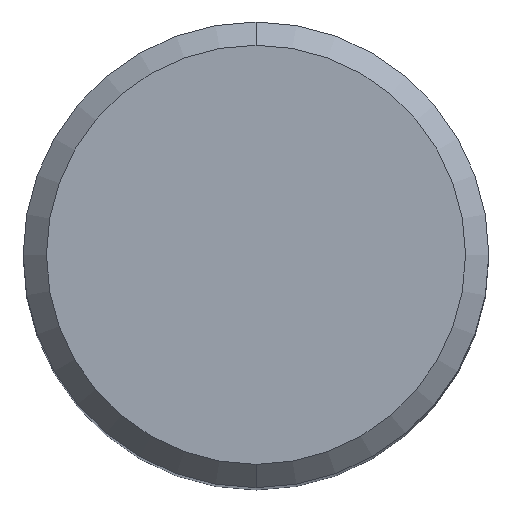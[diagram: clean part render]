
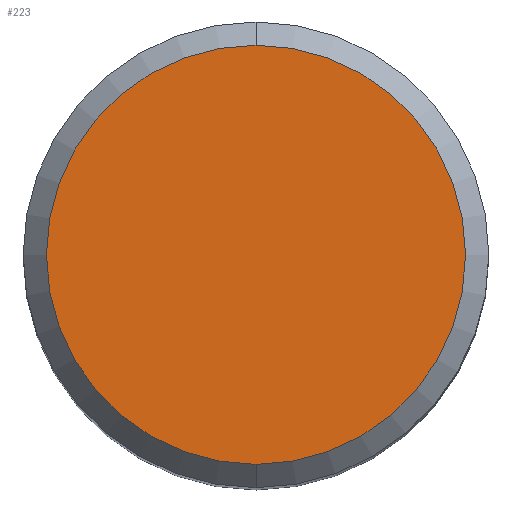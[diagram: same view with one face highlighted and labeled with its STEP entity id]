
A CAD part, top view. The second image highlights one B-rep face of the part: STEP entity #223.
In plain terms, the highlighted planar face has unit normal (0, 0, 1).
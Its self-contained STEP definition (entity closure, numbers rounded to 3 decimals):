
#169=EDGE_CURVE('',#425,#279,#460,.T.);
#223=ADVANCED_FACE('',(#516),#517,.T.);
#269=EDGE_CURVE('',#279,#425,#566,.T.);
#279=VERTEX_POINT('',#577);
#425=VERTEX_POINT('',#740);
#460=CIRCLE('',#772,7.2);
#516=FACE_OUTER_BOUND('',#945,.T.);
#517=PLANE('',#946);
#566=CIRCLE('',#1019,7.2);
#577=CARTESIAN_POINT('',(0.,-7.2,0.0));
#740=CARTESIAN_POINT('',(0.0,7.2,0.0));
#772=AXIS2_PLACEMENT_3D('',#1443,#1444,#1445);
#945=EDGE_LOOP('',(#1497,#1498));
#946=AXIS2_PLACEMENT_3D('',#1499,#1500,#1501);
#1019=AXIS2_PLACEMENT_3D('',#1549,#1550,#1551);
#1443=CARTESIAN_POINT('',(0.0,0.0,0.0));
#1444=DIRECTION('',(0.0,0.0,-1.0));
#1445=DIRECTION('',(0.0,1.0,0.0));
#1497=ORIENTED_EDGE('',*,*,#169,.F.);
#1498=ORIENTED_EDGE('',*,*,#269,.F.);
#1499=CARTESIAN_POINT('',(0.0,3.6,0.0));
#1500=DIRECTION('',(-0.0,0.0,1.0));
#1501=DIRECTION('',(0.0,-1.0,0.0));
#1549=CARTESIAN_POINT('',(0.0,0.0,0.0));
#1550=DIRECTION('',(0.0,0.0,-1.0));
#1551=DIRECTION('',(0.0,1.0,0.0));
